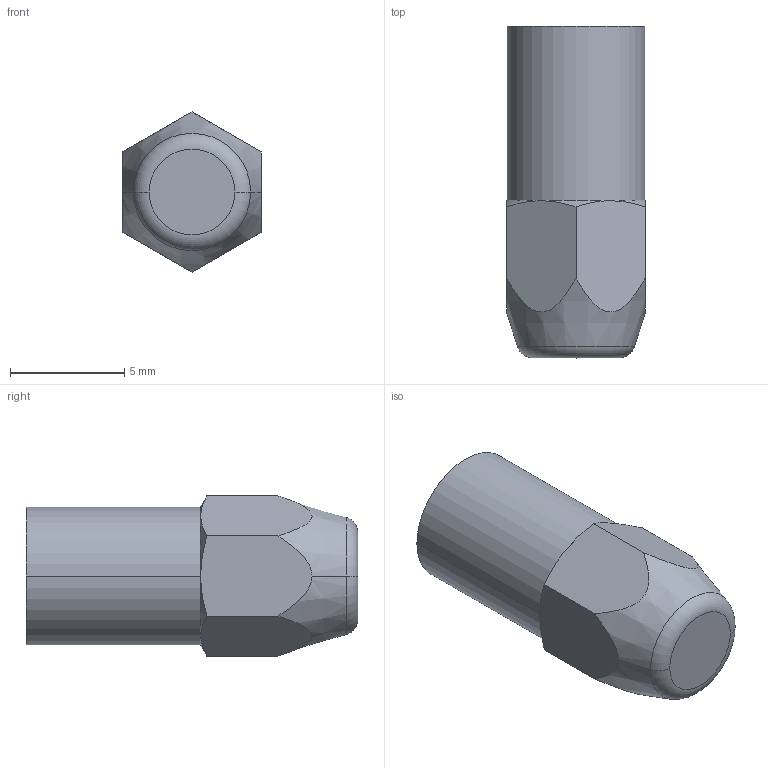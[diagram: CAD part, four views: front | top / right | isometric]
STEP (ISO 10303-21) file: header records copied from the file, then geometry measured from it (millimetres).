
FILE_DESCRIPTION (( 'STEP AP203' ), '1' );
FILE_NAME ('LOW-FI nozzle vase.STEP', '2024-06-14T19:03:44', ( '' ), ( '' ), 'SwSTEP 2.0', 'SolidWorks 2024', '' );
FILE_SCHEMA (( 'CONFIG_CONTROL_DESIGN' ));
Length unit declared in the file: millimetre
Products named in the file (1): LOW-FI nozzle vase
Bounding box: 6.06 x 14.5 x 7 mm (x, y, z)
Volume: 414.8 mm3; surface area: 326.8 mm2
Topology: 1 solids, 1 shells, 16 faces, 38 edges, 24 vertices
Faces by surface type: plane 8, cone 4, torus 2, cylinder 2
Entity records: 669 total; most frequent: CARTESIAN_POINT 243, ORIENTED_EDGE 76, DIRECTION 66, EDGE_CURVE 38, AXIS2_PLACEMENT_3D 27, VERTEX_POINT 24, ADVANCED_FACE 16, FACE_OUTER_BOUND 16
